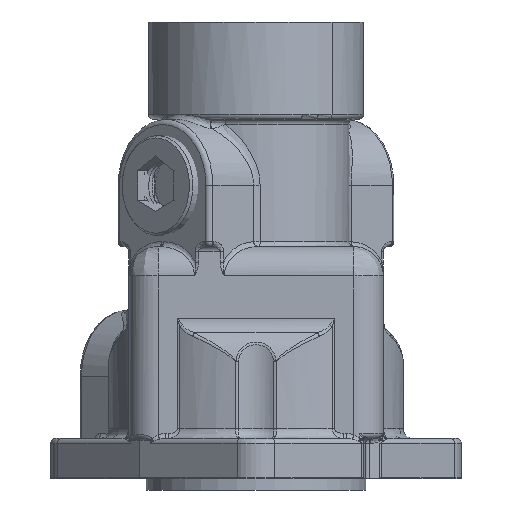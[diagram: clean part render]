
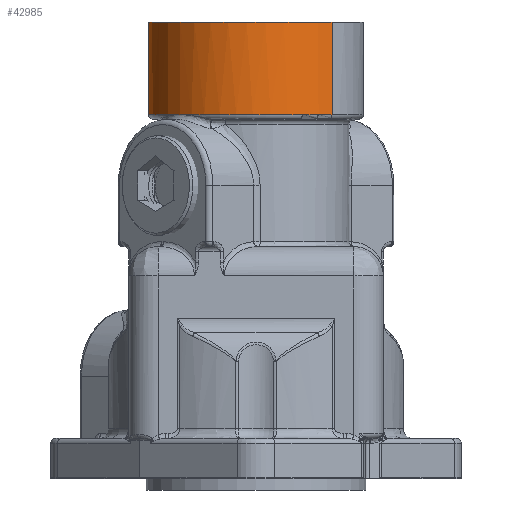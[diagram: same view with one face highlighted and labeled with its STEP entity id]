
A CAD part, front view. The second image highlights one B-rep face of the part: STEP entity #42985.
In plain terms, the highlighted cylindrical face has radius 34.925 mm (diameter 69.85 mm), a partial arc.
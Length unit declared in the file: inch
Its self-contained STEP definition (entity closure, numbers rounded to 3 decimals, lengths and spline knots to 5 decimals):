
#25996=CARTESIAN_POINT('',(-0.97193,-0.97261,
4.89069));
#26251=DIRECTION('',(0.,0.,1.));
#26252=VECTOR('',#26251,1.18463);
#26253=CARTESIAN_POINT('',(0.97227,-0.97227,4.89088));
#26254=LINE('',#26253,#26252);
#26260=CARTESIAN_POINT('',(0.,0.,6.0755));
#26261=DIRECTION('',(0.,0.,1.));
#26262=DIRECTION('',(-0.707,0.707,0.));
#26263=AXIS2_PLACEMENT_3D('',#26260,#26261,#26262);
#26265=CARTESIAN_POINT('',(0.97227,-0.97227,4.89088));
#26266=CARTESIAN_POINT('',(0.94869,-0.99585,4.89088));
#26267=CARTESIAN_POINT('',(0.89679,-1.04431,
4.89088));
#26268=CARTESIAN_POINT('',(0.80384,-1.1179,
4.89087));
#26269=CARTESIAN_POINT('',(0.69249,-1.19065,
4.89088));
#26270=CARTESIAN_POINT('',(0.56023,-1.25897,
4.89087));
#26271=CARTESIAN_POINT('',(0.40468,-1.31798,
4.89088));
#26272=CARTESIAN_POINT('',(0.22445,-1.36126,
4.89087));
#26273=CARTESIAN_POINT('',(0.01963,-1.38036,
4.89088));
#26274=CARTESIAN_POINT('',(-0.19762,-1.36663,
4.89087));
#26275=CARTESIAN_POINT('',(-0.413,-1.31772,
4.89088));
#26276=CARTESIAN_POINT('',(-0.61874,-1.23456,
4.89085));
#26277=CARTESIAN_POINT('',(-0.8079,-1.11989,
4.89096));
#26278=CARTESIAN_POINT('',(-0.92006,-1.02445,
4.89069));
#26279=CARTESIAN_POINT('',(-0.97193,-0.97261,
4.89069));
#26281=CARTESIAN_POINT('',(-0.97193,-0.97261,
4.89069));
#26282=CARTESIAN_POINT('',(-1.01996,-0.92462,
4.89069));
#26283=CARTESIAN_POINT('',(-1.10896,-0.82143,
4.89096));
#26284=CARTESIAN_POINT('',(-1.21827,-0.64842,
4.89085));
#26285=CARTESIAN_POINT('',(-1.30099,-0.46051,
4.89088));
#26286=CARTESIAN_POINT('',(-1.35476,-0.26294,
4.89087));
#26287=CARTESIAN_POINT('',(-1.37848,-0.06146,
4.89088));
#26288=CARTESIAN_POINT('',(-1.3728,0.13378,
4.89087));
#26289=CARTESIAN_POINT('',(-1.34282,0.31191,
4.89088));
#26290=CARTESIAN_POINT('',(-1.29589,0.46827,
4.89087));
#26291=CARTESIAN_POINT('',(-1.23791,0.60392,
4.89088));
#26292=CARTESIAN_POINT('',(-1.1735,0.7203,
4.89087));
#26293=CARTESIAN_POINT('',(-1.10614,0.81937,
4.89088));
#26294=CARTESIAN_POINT('',(-1.03846,0.90317,
4.89087));
#26295=CARTESIAN_POINT('',(-0.99397,0.95057,4.89088));
#26296=CARTESIAN_POINT('',(-0.97227,0.97227,4.89088));
#26298=DIRECTION('',(0.,0.,1.));
#26299=VECTOR('',#26298,1.18463);
#26300=CARTESIAN_POINT('',(-0.97227,0.97227,4.89088));
#26301=LINE('',#26300,#26299);
#35051=CARTESIAN_POINT('',(0.97227,-0.97227,4.89088));
#35053=VERTEX_POINT('',#35051);
#35055=CARTESIAN_POINT('',(-0.97227,0.97227,4.89088));
#35057=VERTEX_POINT('',#35055);
#35094=VERTEX_POINT('',#25996);
#35494=CARTESIAN_POINT('',(0.97227,-0.97227,6.0755));
#35495=CARTESIAN_POINT('',(-0.97227,0.97227,6.0755));
#35496=VERTEX_POINT('',#35494);
#35497=VERTEX_POINT('',#35495);
#42973=CARTESIAN_POINT('',(0.,0.,4.82788));
#42974=DIRECTION('',(0.,0.,1.));
#42975=DIRECTION('',(0.707,-0.707,0.));
#42976=AXIS2_PLACEMENT_3D('',#42973,#42974,#42975);
#42977=CYLINDRICAL_SURFACE('',#42976,1.375);
#42978=ORIENTED_EDGE('',*,*,#42962,.T.);
#42979=ORIENTED_EDGE('',*,*,#42951,.F.);
#42980=ORIENTED_EDGE('',*,*,#42249,.T.);
#42981=ORIENTED_EDGE('',*,*,#42262,.T.);
#42982=ORIENTED_EDGE('',*,*,#42947,.T.);
#42983=EDGE_LOOP('',(#42978,#42979,#42980,#42981,#42982));
#42984=FACE_OUTER_BOUND('',#42983,.F.);
#26264=CIRCLE('',#26263,1.375);
#26280=B_SPLINE_CURVE_WITH_KNOTS('',3,(#26265,#26266,#26267,#26268,#26269,
#26270,#26271,#26272,#26273,#26274,#26275,#26276,#26277,#26278,#26279),
.UNSPECIFIED.,.F.,.F.,(4,1,1,1,1,1,1,1,1,1,1,1,4),(0.,0.08333,
0.16667,0.25,0.33333,0.41667,0.5,
0.58333,0.66667,0.75,0.83333,0.91667,
1.),.UNSPECIFIED.);
#26297=B_SPLINE_CURVE_WITH_KNOTS('',3,(#26281,#26282,#26283,#26284,#26285,
#26286,#26287,#26288,#26289,#26290,#26291,#26292,#26293,#26294,#26295,#26296),
.UNSPECIFIED.,.F.,.F.,(4,1,1,1,1,1,1,1,1,1,1,1,1,4),(0.,0.07692,
0.15385,0.23077,0.30769,0.38462,
0.46154,0.53846,0.61538,0.69231,
0.76923,0.84615,0.92308,1.),.UNSPECIFIED.);
#42249=EDGE_CURVE('',#35053,#35094,#26280,.T.);
#42262=EDGE_CURVE('',#35094,#35057,#26297,.T.);
#42947=EDGE_CURVE('',#35057,#35497,#26301,.T.);
#42951=EDGE_CURVE('',#35053,#35496,#26254,.T.);
#42962=EDGE_CURVE('',#35497,#35496,#26264,.T.);
#42985=ADVANCED_FACE('',(#42984),#42977,.T.);
